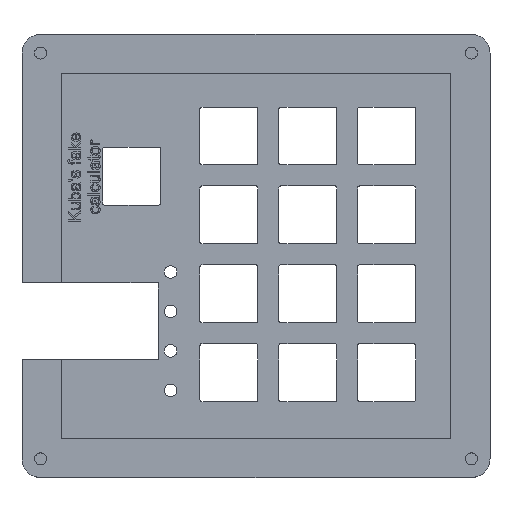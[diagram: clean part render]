
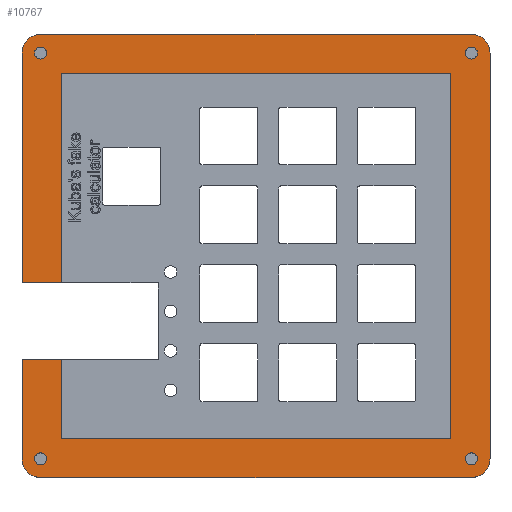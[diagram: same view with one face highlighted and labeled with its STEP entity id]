
A CAD part, top view. The second image highlights one B-rep face of the part: STEP entity #10767.
In plain terms, the highlighted planar face has unit normal (0, 0, 1).
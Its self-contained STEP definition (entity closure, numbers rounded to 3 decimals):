
#203=CIRCLE('',#11184,4.5);
#204=CIRCLE('',#11185,4.5);
#205=CIRCLE('',#11186,4.5);
#206=CIRCLE('',#11187,4.5);
#207=CIRCLE('',#11188,1.45);
#208=CIRCLE('',#11189,1.45);
#209=CIRCLE('',#11190,1.45);
#210=CIRCLE('',#11191,1.45);
#284=FACE_BOUND('',#2240,.T.);
#285=FACE_BOUND('',#2241,.T.);
#286=FACE_BOUND('',#2242,.T.);
#287=FACE_BOUND('',#2243,.T.);
#1602=FACE_OUTER_BOUND('',#2239,.T.);
#2239=EDGE_LOOP('',(#9557,#9558,#9559,#9560,#9561,#9562,#9563,#9564,#9565,
#9566,#9567,#9568,#9569,#9570,#9571,#9572));
#2240=EDGE_LOOP('',(#9573));
#2241=EDGE_LOOP('',(#9574));
#2242=EDGE_LOOP('',(#9575));
#2243=EDGE_LOOP('',(#9576));
#3142=LINE('',#20976,#4041);
#3145=LINE('',#20983,#4044);
#3147=LINE('',#20987,#4046);
#3148=LINE('',#20989,#4047);
#3149=LINE('',#20993,#4048);
#3150=LINE('',#20997,#4049);
#3151=LINE('',#21001,#4050);
#3152=LINE('',#21004,#4051);
#3153=LINE('',#21006,#4052);
#3154=LINE('',#21008,#4053);
#3155=LINE('',#21010,#4054);
#3156=LINE('',#21011,#4055);
#4041=VECTOR('',#12623,10.);
#4044=VECTOR('',#12630,10.);
#4046=VECTOR('',#12634,10.);
#4047=VECTOR('',#12635,10.);
#4048=VECTOR('',#12638,10.);
#4049=VECTOR('',#12641,10.);
#4050=VECTOR('',#12644,10.);
#4051=VECTOR('',#12647,10.);
#4052=VECTOR('',#12648,10.);
#4053=VECTOR('',#12649,10.);
#4054=VECTOR('',#12650,10.);
#4055=VECTOR('',#12651,10.);
#5230=VERTEX_POINT('',#20973);
#5231=VERTEX_POINT('',#20975);
#5232=VERTEX_POINT('',#20980);
#5233=VERTEX_POINT('',#20982);
#5234=VERTEX_POINT('',#20986);
#5235=VERTEX_POINT('',#20988);
#5236=VERTEX_POINT('',#20990);
#5237=VERTEX_POINT('',#20992);
#5238=VERTEX_POINT('',#20994);
#5239=VERTEX_POINT('',#20996);
#5240=VERTEX_POINT('',#20998);
#5241=VERTEX_POINT('',#21000);
#5242=VERTEX_POINT('',#21003);
#5243=VERTEX_POINT('',#21005);
#5244=VERTEX_POINT('',#21007);
#5245=VERTEX_POINT('',#21009);
#5246=VERTEX_POINT('',#21012);
#5247=VERTEX_POINT('',#21014);
#5248=VERTEX_POINT('',#21016);
#5249=VERTEX_POINT('',#21018);
#6716=EDGE_CURVE('',#5231,#5230,#3142,.T.);
#6719=EDGE_CURVE('',#5233,#5232,#3145,.T.);
#6721=EDGE_CURVE('',#5232,#5234,#3147,.T.);
#6722=EDGE_CURVE('',#5234,#5235,#3148,.T.);
#6723=EDGE_CURVE('',#5236,#5235,#203,.T.);
#6724=EDGE_CURVE('',#5236,#5237,#3149,.T.);
#6725=EDGE_CURVE('',#5238,#5237,#204,.T.);
#6726=EDGE_CURVE('',#5238,#5239,#3150,.T.);
#6727=EDGE_CURVE('',#5240,#5239,#205,.T.);
#6728=EDGE_CURVE('',#5240,#5241,#3151,.T.);
#6729=EDGE_CURVE('',#5231,#5241,#206,.T.);
#6730=EDGE_CURVE('',#5230,#5242,#3152,.T.);
#6731=EDGE_CURVE('',#5242,#5243,#3153,.T.);
#6732=EDGE_CURVE('',#5243,#5244,#3154,.T.);
#6733=EDGE_CURVE('',#5244,#5245,#3155,.T.);
#6734=EDGE_CURVE('',#5245,#5233,#3156,.T.);
#6735=EDGE_CURVE('',#5246,#5246,#207,.T.);
#6736=EDGE_CURVE('',#5247,#5247,#208,.T.);
#6737=EDGE_CURVE('',#5248,#5248,#209,.T.);
#6738=EDGE_CURVE('',#5249,#5249,#210,.T.);
#9557=ORIENTED_EDGE('',*,*,#6721,.T.);
#9558=ORIENTED_EDGE('',*,*,#6722,.T.);
#9559=ORIENTED_EDGE('',*,*,#6723,.F.);
#9560=ORIENTED_EDGE('',*,*,#6724,.T.);
#9561=ORIENTED_EDGE('',*,*,#6725,.F.);
#9562=ORIENTED_EDGE('',*,*,#6726,.T.);
#9563=ORIENTED_EDGE('',*,*,#6727,.F.);
#9564=ORIENTED_EDGE('',*,*,#6728,.T.);
#9565=ORIENTED_EDGE('',*,*,#6729,.F.);
#9566=ORIENTED_EDGE('',*,*,#6716,.T.);
#9567=ORIENTED_EDGE('',*,*,#6730,.T.);
#9568=ORIENTED_EDGE('',*,*,#6731,.T.);
#9569=ORIENTED_EDGE('',*,*,#6732,.T.);
#9570=ORIENTED_EDGE('',*,*,#6733,.T.);
#9571=ORIENTED_EDGE('',*,*,#6734,.T.);
#9572=ORIENTED_EDGE('',*,*,#6719,.T.);
#9573=ORIENTED_EDGE('',*,*,#6735,.T.);
#9574=ORIENTED_EDGE('',*,*,#6736,.T.);
#9575=ORIENTED_EDGE('',*,*,#6737,.T.);
#9576=ORIENTED_EDGE('',*,*,#6738,.T.);
#10259=PLANE('',#11183);
#10767=ADVANCED_FACE('',(#1602,#284,#285,#286,#287),#10259,.T.);
#11183=AXIS2_PLACEMENT_3D('',#20985,#12632,#12633);
#11184=AXIS2_PLACEMENT_3D('',#20991,#12636,#12637);
#11185=AXIS2_PLACEMENT_3D('',#20995,#12639,#12640);
#11186=AXIS2_PLACEMENT_3D('',#20999,#12642,#12643);
#11187=AXIS2_PLACEMENT_3D('',#21002,#12645,#12646);
#11188=AXIS2_PLACEMENT_3D('',#21013,#12652,#12653);
#11189=AXIS2_PLACEMENT_3D('',#21015,#12654,#12655);
#11190=AXIS2_PLACEMENT_3D('',#21017,#12656,#12657);
#11191=AXIS2_PLACEMENT_3D('',#21019,#12658,#12659);
#12623=DIRECTION('',(0.,-1.,0.));
#12630=DIRECTION('',(0.,1.,0.));
#12632=DIRECTION('center_axis',(0.,0.,1.));
#12633=DIRECTION('ref_axis',(0.,1.,0.));
#12634=DIRECTION('',(-1.,0.,0.));
#12635=DIRECTION('',(0.,-1.,0.));
#12636=DIRECTION('center_axis',(0.,0.,-1.));
#12637=DIRECTION('ref_axis',(-0.707,-0.707,0.));
#12638=DIRECTION('',(1.,0.,0.));
#12639=DIRECTION('center_axis',(0.,0.,-1.));
#12640=DIRECTION('ref_axis',(0.707,-0.707,0.));
#12641=DIRECTION('',(0.,1.,0.));
#12642=DIRECTION('center_axis',(0.,0.,-1.));
#12643=DIRECTION('ref_axis',(0.707,0.707,0.));
#12644=DIRECTION('',(-1.,0.,0.));
#12645=DIRECTION('center_axis',(0.,0.,-1.));
#12646=DIRECTION('ref_axis',(-0.707,0.707,0.));
#12647=DIRECTION('',(1.,0.,0.));
#12648=DIRECTION('',(0.,1.,0.));
#12649=DIRECTION('',(1.,0.,0.));
#12650=DIRECTION('',(0.,-1.,0.));
#12651=DIRECTION('',(-1.,0.,0.));
#12652=DIRECTION('center_axis',(0.,0.,-1.));
#12653=DIRECTION('ref_axis',(0.,1.,0.));
#12654=DIRECTION('center_axis',(0.,0.,-1.));
#12655=DIRECTION('ref_axis',(0.,1.,0.));
#12656=DIRECTION('center_axis',(0.,0.,-1.));
#12657=DIRECTION('ref_axis',(0.,1.,0.));
#12658=DIRECTION('center_axis',(0.,0.,-1.));
#12659=DIRECTION('ref_axis',(0.,1.,0.));
#20973=CARTESIAN_POINT('',(-13.245,-116.5,13.299));
#20975=CARTESIAN_POINT('',(-13.245,-61.,13.299));
#20976=CARTESIAN_POINT('',(-13.245,-163.5,13.299));
#20980=CARTESIAN_POINT('',(-3.745,-135.,13.299));
#20982=CARTESIAN_POINT('',(-3.745,-154.,13.299));
#20983=CARTESIAN_POINT('',(-3.745,-154.,13.299));
#20985=CARTESIAN_POINT('Origin',(-8.745,-159.,13.299));
#20986=CARTESIAN_POINT('',(-13.245,-135.,13.299));
#20987=CARTESIAN_POINT('',(-10.995,-135.,13.299));
#20988=CARTESIAN_POINT('',(-13.245,-159.,13.299));
#20989=CARTESIAN_POINT('',(-13.245,-163.5,13.299));
#20990=CARTESIAN_POINT('',(-8.745,-163.5,13.299));
#20991=CARTESIAN_POINT('Origin',(-8.745,-159.,13.299));
#20992=CARTESIAN_POINT('',(95.255,-163.5,13.299));
#20993=CARTESIAN_POINT('',(99.755,-163.5,13.299));
#20994=CARTESIAN_POINT('',(99.755,-159.,13.299));
#20995=CARTESIAN_POINT('Origin',(95.255,-159.,13.299));
#20996=CARTESIAN_POINT('',(99.755,-61.,13.299));
#20997=CARTESIAN_POINT('',(99.755,-56.5,13.299));
#20998=CARTESIAN_POINT('',(95.255,-56.5,13.299));
#20999=CARTESIAN_POINT('Origin',(95.255,-61.,13.299));
#21000=CARTESIAN_POINT('',(-8.745,-56.5,13.299));
#21001=CARTESIAN_POINT('',(-13.245,-56.5,13.299));
#21002=CARTESIAN_POINT('Origin',(-8.745,-61.,13.299));
#21003=CARTESIAN_POINT('',(-3.745,-116.5,13.299));
#21004=CARTESIAN_POINT('',(5.455,-116.5,13.299));
#21005=CARTESIAN_POINT('',(-3.745,-66.,13.299));
#21006=CARTESIAN_POINT('',(-3.745,-154.,13.299));
#21007=CARTESIAN_POINT('',(90.255,-66.,13.299));
#21008=CARTESIAN_POINT('',(-3.745,-66.,13.299));
#21009=CARTESIAN_POINT('',(90.255,-154.,13.299));
#21010=CARTESIAN_POINT('',(90.255,-66.,13.299));
#21011=CARTESIAN_POINT('',(90.255,-154.,13.299));
#21012=CARTESIAN_POINT('',(-8.745,-160.45,13.299));
#21013=CARTESIAN_POINT('Origin',(-8.745,-159.,13.299));
#21014=CARTESIAN_POINT('',(95.255,-62.45,13.299));
#21015=CARTESIAN_POINT('Origin',(95.255,-61.,13.299));
#21016=CARTESIAN_POINT('',(-8.745,-62.45,13.299));
#21017=CARTESIAN_POINT('Origin',(-8.745,-61.,13.299));
#21018=CARTESIAN_POINT('',(95.255,-160.45,13.299));
#21019=CARTESIAN_POINT('Origin',(95.255,-159.,13.299));
